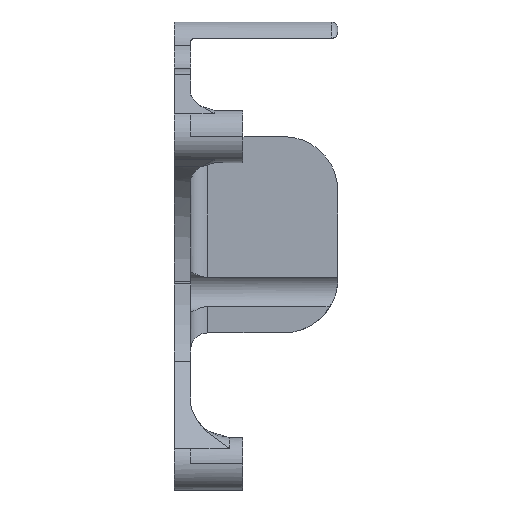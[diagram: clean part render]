
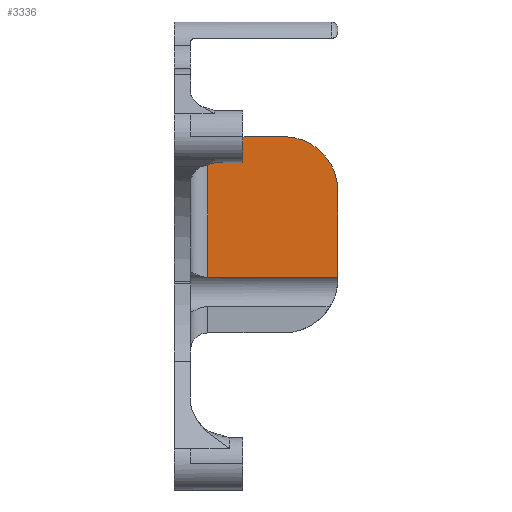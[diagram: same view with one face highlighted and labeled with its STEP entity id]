
A CAD part, left-side view. The second image highlights one B-rep face of the part: STEP entity #3336.
In plain terms, the highlighted planar face has unit normal (-1, 0, 0).
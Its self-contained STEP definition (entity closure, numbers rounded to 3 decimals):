
#673=CARTESIAN_POINT('',(-38.5,6.8,0.));
#685=DIRECTION('',(0.,0.,-1.));
#686=VECTOR('',#685,43.028);
#687=CARTESIAN_POINT('',(-38.5,6.8,0.));
#688=LINE('',#687,#686);
#729=DIRECTION('',(0.,-1.,0.));
#730=VECTOR('',#729,39.8);
#731=CARTESIAN_POINT('',(-38.5,6.8,-43.028));
#732=LINE('',#731,#730);
#733=DIRECTION('',(0.,-1.,0.));
#734=VECTOR('',#733,23.2);
#735=CARTESIAN_POINT('',(-38.5,6.8,0.));
#736=LINE('',#735,#734);
#737=CARTESIAN_POINT('',(-38.5,-16.4,-16.6));
#738=DIRECTION('',(-1.,0.,0.));
#739=DIRECTION('',(0.,-1.,0.));
#740=AXIS2_PLACEMENT_3D('',#737,#738,#739);
#772=DIRECTION('',(0.,0.,-1.));
#773=VECTOR('',#772,26.428);
#774=CARTESIAN_POINT('',(-38.5,-33.,-16.6));
#775=LINE('',#774,#773);
#2115=VERTEX_POINT('',#673);
#2117=CARTESIAN_POINT('',(-38.5,-33.,-16.6));
#2118=CARTESIAN_POINT('',(-38.5,-16.4,0.));
#2119=VERTEX_POINT('',#2117);
#2120=VERTEX_POINT('',#2118);
#2128=CARTESIAN_POINT('',(-38.5,-33.,-43.028));
#2130=VERTEX_POINT('',#2128);
#2135=CARTESIAN_POINT('',(-38.5,6.8,-43.028));
#2136=VERTEX_POINT('',#2135);
#3321=CARTESIAN_POINT('',(-38.5,12.,0.));
#3322=DIRECTION('',(-1.,0.,0.));
#3323=DIRECTION('',(0.,0.,-1.));
#3324=AXIS2_PLACEMENT_3D('',#3321,#3322,#3323);
#3325=PLANE('',#3324);
#3326=ORIENTED_EDGE('',*,*,#3296,.F.);
#3327=ORIENTED_EDGE('',*,*,#3269,.F.);
#3329=ORIENTED_EDGE('',*,*,#3328,.T.);
#3331=ORIENTED_EDGE('',*,*,#3330,.F.);
#3333=ORIENTED_EDGE('',*,*,#3332,.T.);
#3334=EDGE_LOOP('',(#3326,#3327,#3329,#3331,#3333));
#3335=FACE_OUTER_BOUND('',#3334,.F.);
#3336=ADVANCED_FACE('',(#3335),#3325,.T.);
#741=CIRCLE('',#740,16.6);
#3269=EDGE_CURVE('',#2115,#2136,#688,.T.);
#3296=EDGE_CURVE('',#2136,#2130,#732,.T.);
#3328=EDGE_CURVE('',#2115,#2120,#736,.T.);
#3330=EDGE_CURVE('',#2119,#2120,#741,.T.);
#3332=EDGE_CURVE('',#2119,#2130,#775,.T.);
